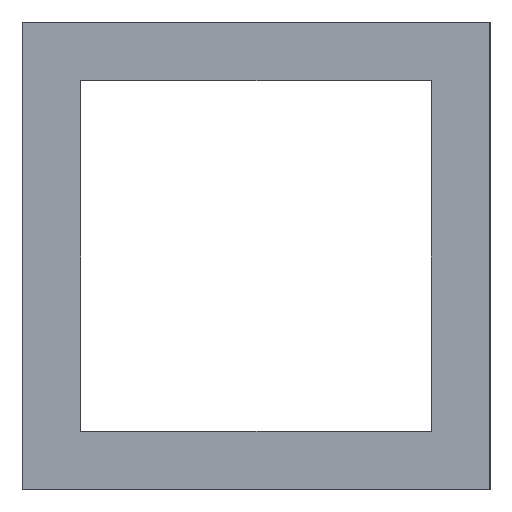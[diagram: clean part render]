
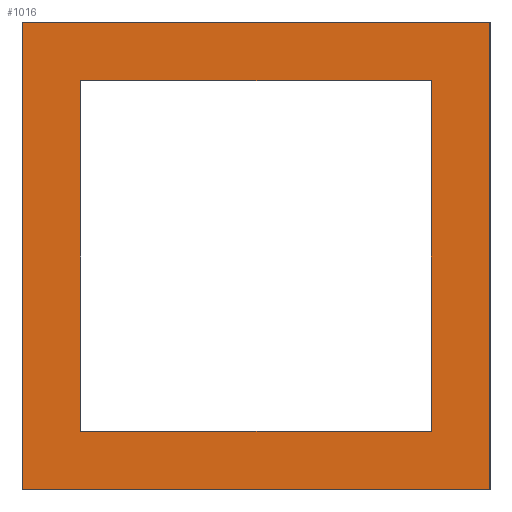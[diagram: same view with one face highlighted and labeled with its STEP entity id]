
A CAD part, left-side view. The second image highlights one B-rep face of the part: STEP entity #1016.
In plain terms, the highlighted planar face has unit normal (-1, 0, 0).
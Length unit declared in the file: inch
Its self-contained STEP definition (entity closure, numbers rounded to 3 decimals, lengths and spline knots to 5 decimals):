
#62 = DIRECTION ( 'NONE',  ( 0., 0., -1. ) ) ;
#65 = EDGE_CURVE ( 'NONE', #337, #2909, #2233, .T. ) ;
#146 = EDGE_CURVE ( 'NONE', #2909, #4664, #2928, .T. ) ;
#185 = AXIS2_PLACEMENT_3D ( 'NONE', #3780, #799, #62 ) ;
#337 = VERTEX_POINT ( 'NONE', #2053 ) ;
#345 = CARTESIAN_POINT ( 'NONE',  ( -11.5, 3.375, 2.125 ) ) ;
#483 = ORIENTED_EDGE ( 'NONE', *, *, #65, .F. ) ;
#549 = ORIENTED_EDGE ( 'NONE', *, *, #2498, .T. ) ;
#574 = VECTOR ( 'NONE', #660, 39.37008 ) ;
#580 = ORIENTED_EDGE ( 'NONE', *, *, #2342, .T. ) ;
#600 = DIRECTION ( 'NONE',  ( 0., 0., 1. ) ) ;
#625 = CARTESIAN_POINT ( 'NONE',  ( -11.5, 3.25, 1.25 ) ) ;
#660 = DIRECTION ( 'NONE',  ( 0., -1., 0. ) ) ;
#772 = ORIENTED_EDGE ( 'NONE', *, *, #3512, .T. ) ;
#797 = LINE ( 'NONE', #345, #2177 ) ;
#799 = DIRECTION ( 'NONE',  ( 1., 0., 0. ) ) ;
#821 = CARTESIAN_POINT ( 'NONE',  ( -11.5, 3.25, 1.25 ) ) ;
#941 = ORIENTED_EDGE ( 'NONE', *, *, #3510, .F. ) ;
#1016 = ADVANCED_FACE ( 'NONE', ( #1998, #3845 ), #1639, .F. ) ;
#1032 = CARTESIAN_POINT ( 'NONE',  ( -11.5, 3.375, 2.125 ) ) ;
#1212 = VECTOR ( 'NONE', #3313, 39.37008 ) ;
#1346 = VECTOR ( 'NONE', #3699, 39.37008 ) ;
#1542 = VECTOR ( 'NONE', #600, 39.37008 ) ;
#1594 = LINE ( 'NONE', #3074, #4092 ) ;
#1639 = PLANE ( 'NONE',  #185 ) ;
#1998 = FACE_BOUND ( 'NONE', #3048, .T. ) ;
#2053 = CARTESIAN_POINT ( 'NONE',  ( -11.5, 4.125, 2.125 ) ) ;
#2146 = LINE ( 'NONE', #625, #1542 ) ;
#2172 = DIRECTION ( 'NONE',  ( 0., 0., 1. ) ) ;
#2177 = VECTOR ( 'NONE', #2969, 39.37008 ) ;
#2233 = LINE ( 'NONE', #2958, #1346 ) ;
#2276 = LINE ( 'NONE', #2399, #2882 ) ;
#2321 = ORIENTED_EDGE ( 'NONE', *, *, #146, .F. ) ;
#2342 = EDGE_CURVE ( 'NONE', #3302, #3882, #2916, .T. ) ;
#2399 = CARTESIAN_POINT ( 'NONE',  ( -11.5, 4.25, 1.25 ) ) ;
#2470 = LINE ( 'NONE', #3592, #4429 ) ;
#2487 = ORIENTED_EDGE ( 'NONE', *, *, #3654, .F. ) ;
#2498 = EDGE_CURVE ( 'NONE', #3758, #4603, #1594, .T. ) ;
#2689 = CARTESIAN_POINT ( 'NONE',  ( -11.5, 4.25, 2.25 ) ) ;
#2724 = CARTESIAN_POINT ( 'NONE',  ( -11.5, 3.25, 2.25 ) ) ;
#2882 = VECTOR ( 'NONE', #4309, 39.37008 ) ;
#2909 = VERTEX_POINT ( 'NONE', #3071 ) ;
#2916 = LINE ( 'NONE', #4124, #1212 ) ;
#2928 = LINE ( 'NONE', #3992, #574 ) ;
#2958 = CARTESIAN_POINT ( 'NONE',  ( -11.5, 4.125, 1.375 ) ) ;
#2969 = DIRECTION ( 'NONE',  ( 0., 1., 0. ) ) ;
#2984 = ORIENTED_EDGE ( 'NONE', *, *, #4758, .T. ) ;
#3048 = EDGE_LOOP ( 'NONE', ( #483, #2487, #941, #2321 ) ) ;
#3071 = CARTESIAN_POINT ( 'NONE',  ( -11.5, 4.125, 1.375 ) ) ;
#3074 = CARTESIAN_POINT ( 'NONE',  ( -11.5, 3.25, 2.25 ) ) ;
#3302 = VERTEX_POINT ( 'NONE', #3852 ) ;
#3313 = DIRECTION ( 'NONE',  ( 0., -1., 0. ) ) ;
#3510 = EDGE_CURVE ( 'NONE', #4664, #3932, #2470, .T. ) ;
#3512 = EDGE_CURVE ( 'NONE', #3882, #3758, #2146, .T. ) ;
#3592 = CARTESIAN_POINT ( 'NONE',  ( -11.5, 3.375, 1.375 ) ) ;
#3654 = EDGE_CURVE ( 'NONE', #3932, #337, #797, .T. ) ;
#3699 = DIRECTION ( 'NONE',  ( 0., 0., -1. ) ) ;
#3754 = DIRECTION ( 'NONE',  ( 0., 1., 0. ) ) ;
#3758 = VERTEX_POINT ( 'NONE', #2724 ) ;
#3780 = CARTESIAN_POINT ( 'NONE',  ( -11.5, 0., 0. ) ) ;
#3788 = CARTESIAN_POINT ( 'NONE',  ( -11.5, 3.375, 1.375 ) ) ;
#3845 = FACE_OUTER_BOUND ( 'NONE', #4178, .T. ) ;
#3852 = CARTESIAN_POINT ( 'NONE',  ( -11.5, 4.25, 1.25 ) ) ;
#3882 = VERTEX_POINT ( 'NONE', #821 ) ;
#3932 = VERTEX_POINT ( 'NONE', #1032 ) ;
#3992 = CARTESIAN_POINT ( 'NONE',  ( -11.5, 3.375, 1.375 ) ) ;
#4092 = VECTOR ( 'NONE', #3754, 39.37008 ) ;
#4124 = CARTESIAN_POINT ( 'NONE',  ( -11.5, 3.25, 1.25 ) ) ;
#4178 = EDGE_LOOP ( 'NONE', ( #549, #2984, #580, #772 ) ) ;
#4309 = DIRECTION ( 'NONE',  ( 0., 0., -1. ) ) ;
#4429 = VECTOR ( 'NONE', #2172, 39.37008 ) ;
#4603 = VERTEX_POINT ( 'NONE', #2689 ) ;
#4664 = VERTEX_POINT ( 'NONE', #3788 ) ;
#4758 = EDGE_CURVE ( 'NONE', #4603, #3302, #2276, .T. ) ;
